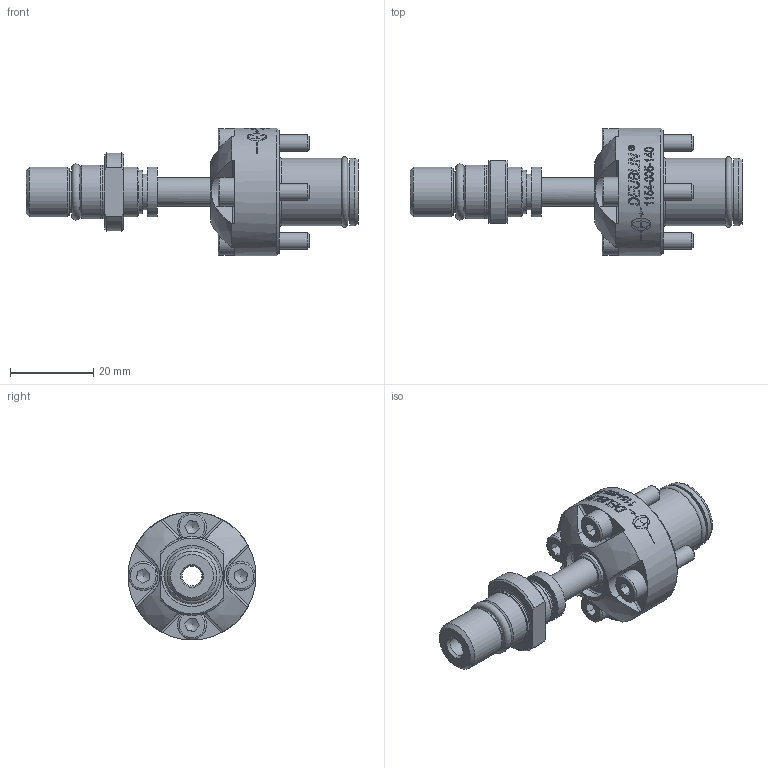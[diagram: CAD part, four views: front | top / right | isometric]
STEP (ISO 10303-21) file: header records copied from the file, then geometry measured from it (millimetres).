
FILE_DESCRIPTION(/* description */ (''),/* implementation_level */ '2;1');
FILE_NAME(/* name */ '1154-005-140-IC.stp',/* time_stamp */ '2020-05-15T17:17:13-05:00',/* author */ ('Moorera'),/* organization */ (''),/* preprocessor_version */ 'ST-DEVELOPER v18.1',/* originating_system */ 'Autodesk Inventor 2020',/* authorisation */ '');
FILE_SCHEMA (('AUTOMOTIVE_DESIGN { 1 0 10303 214 3 1 1 }'));
Length unit declared in the file: millimetre
Products named in the file (1): 1154-005-140-IC_Shrinkwrap_1
Bounding box: 79.95 x 30.8 x 30.8 mm (x, y, z)
Volume: 17621.1 mm3; surface area: 9765.5 mm2
Topology: 2 solids, 2 shells, 460 faces, 1213 edges, 817 vertices
Faces by surface type: plane 234, bspline 95, cylinder 84, torus 23, cone 23, sphere 1
Full cylindrical faces by diameter (mm): 4 x4, 4.75 x1, 4.8 x4, 6.985 x1, 7 x4, 8.59 x1, 8.6 x1, 9.5 x1, 10.5 x1, 11.65 x1, 12 x3, 12.8 x1, 13 x1, 13.3 x1, 13.9 x1, 16.368 x2, 30.8 x1
Entity records: 18151 total; most frequent: CARTESIAN_POINT 6506, ORIENTED_EDGE 2418, DIRECTION 2177, EDGE_CURVE 1209, AXIS2_PLACEMENT_3D 848, VERTEX_POINT 817, EDGE_LOOP 531, LINE 481
